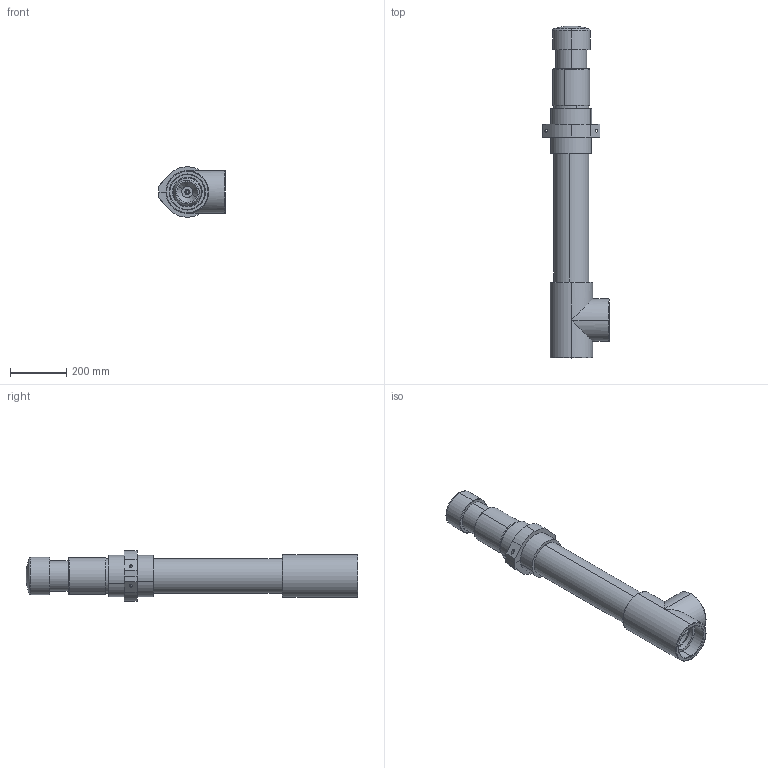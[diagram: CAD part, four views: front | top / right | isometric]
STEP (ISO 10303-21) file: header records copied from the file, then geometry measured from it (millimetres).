
FILE_DESCRIPTION (( 'STEP AP214' ), '1' );
FILE_NAME ('EB-klep 125.STEP', '2018-04-16T12:06:14', ( '' ), ( '' ), 'SwSTEP 2.0', 'SolidWorks 2014', '' );
FILE_SCHEMA (( 'AUTOMOTIVE_DESIGN' ));
Length unit declared in the file: millimetre
Products named in the file (23): 216233-a021; 216233-b011; 216233-b012; 216233-c017; 216233-b017; 216233-b010; 216233-c016; EB-klep 125; 1_40_100; 19226 DSNU-25-200-P-A---(0)_Standard; 3_40_072; 19226 DSNU-25-200-P---(A---00--0-KS)_HI; DIN-439-B - M10x1_25(F)_HI; 19226 DSNU-25-200-P---(A----0-ZR)_HI; DIN-439-B - M22x1_5(F); 3_05_127 afgedraaid; 216233-b020; 216233-b005; 2_01_125; 216233-b014; 3_55_110; 3_90_110; 3_05_127
Assembly tree (24 placements, depth 4):
  EB-klep 125
    216233-b010
    216233-b011  x2
    216233-b012  x2
    3_05_127
    3_90_110
    216233-b014
    3_55_110
    216233-b005
    2_01_125
    3_05_127 afgedraaid
    216233-b020
    216233-a021
      19226 DSNU-25-200-P-A---(0)_Standard
        19226 DSNU-25-200-P---(A----0-ZR)_HI
        DIN-439-B - M22x1_5(F)
        19226 DSNU-25-200-P---(A---00--0-KS)_HI
        DIN-439-B - M10x1_25(F)_HI
      3_40_072
      216233-b017
        216233-c016
        1_40_100
        216233-c017
Bounding box: 236.5 x 1184.9 x 180 mm (x, y, z)
Volume: 7203493.3 mm3; surface area: 1971438.6 mm2
Topology: 23 solids, 23 shells, 513 faces, 1238 edges, 762 vertices
Faces by surface type: cylinder 212, plane 158, cone 60, torus 59, sphere 24
Entity records: 15834 total; most frequent: CARTESIAN_POINT 3443, DIRECTION 2643, ORIENTED_EDGE 2208, AXIS2_PLACEMENT_3D 1121, EDGE_CURVE 1104, VERTEX_POINT 684, CIRCLE 612, EDGE_LOOP 532
